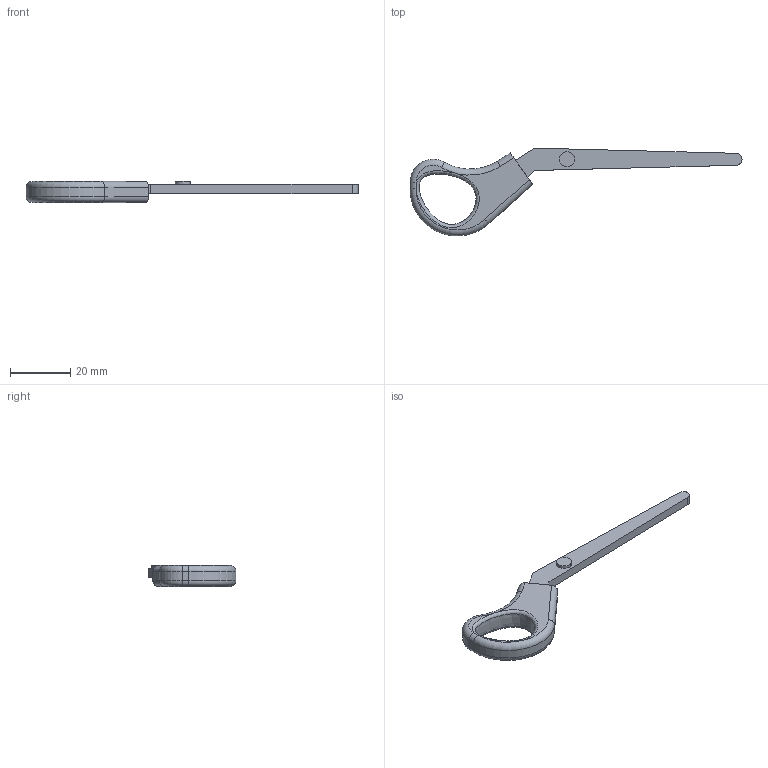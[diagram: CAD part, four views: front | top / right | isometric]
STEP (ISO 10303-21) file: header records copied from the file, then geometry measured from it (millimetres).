
FILE_DESCRIPTION(/* description */ (''),/* implementation_level */ '2;1');
FILE_NAME(/* name */ 'scissors.stp',/* time_stamp */ '2015-11-04T21:40:23+08:00',/* author */ (''),/* organization */ (''),/* preprocessor_version */ 'ST-DEVELOPER v14',/* originating_system */ 'SIEMENS PLM Software NX 8.0',/* authorisation */ '');
FILE_SCHEMA (('AUTOMOTIVE_DESIGN { 1 0 10303 214 3 1 1 1 }'));
Length unit declared in the file: millimetre
Products named in the file (1): scissors
Bounding box: 110.58 x 29.24 x 7 mm (x, y, z)
Volume: 4602.2 mm3; surface area: 3289.6 mm2
Topology: 2 solids, 2 shells, 34 faces, 77 edges, 48 vertices
Faces by surface type: plane 14, cylinder 11, torus 6, bspline 2, extrusion 1
Full cylindrical faces by diameter (mm): 5 x1
Entity records: 1258 total; most frequent: CARTESIAN_POINT 480, DIRECTION 162, ORIENTED_EDGE 142, EDGE_CURVE 71, AXIS2_PLACEMENT_3D 62, VERTEX_POINT 46, EDGE_LOOP 41, VECTOR 38
